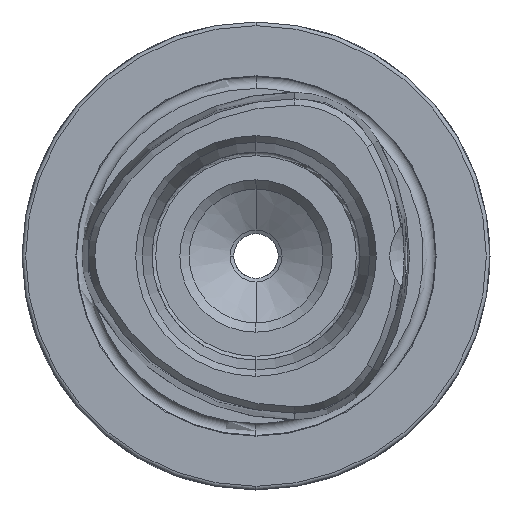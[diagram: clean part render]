
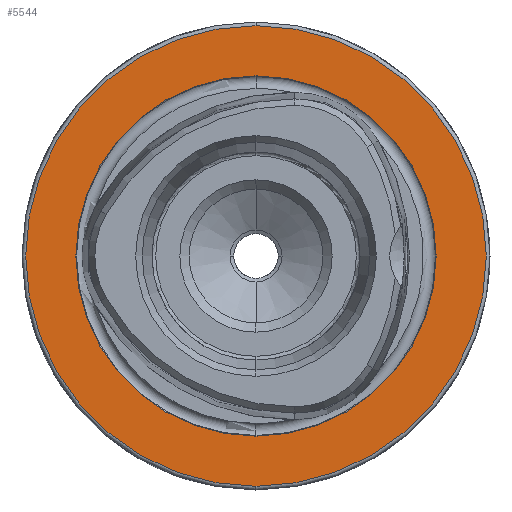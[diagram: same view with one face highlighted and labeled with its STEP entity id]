
A CAD part, left-side view. The second image highlights one B-rep face of the part: STEP entity #5544.
In plain terms, the highlighted planar face has unit normal (-1, 0, 0).
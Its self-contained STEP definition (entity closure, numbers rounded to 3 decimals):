
#384 = AXIS2_PLACEMENT_3D ( 'NONE', #2889, #6663, #4466 ) ;
#512 = ORIENTED_EDGE ( 'NONE', *, *, #3367, .T. ) ;
#637 = DIRECTION ( 'NONE',  ( 0., 0., 1. ) ) ;
#800 = EDGE_LOOP ( 'NONE', ( #5515, #2343 ) ) ;
#813 = AXIS2_PLACEMENT_3D ( 'NONE', #3840, #2195, #4395 ) ;
#1516 = VERTEX_POINT ( 'NONE', #4872 ) ;
#1690 = DIRECTION ( 'NONE',  ( 0., 0., 1. ) ) ;
#1860 = EDGE_LOOP ( 'NONE', ( #6531, #512 ) ) ;
#2195 = DIRECTION ( 'NONE',  ( -1., 0., 0. ) ) ;
#2288 = CARTESIAN_POINT ( 'NONE',  ( 0., 0., -31. ) ) ;
#2297 = DIRECTION ( 'NONE',  ( 1., 0., 0. ) ) ;
#2343 = ORIENTED_EDGE ( 'NONE', *, *, #6516, .F. ) ;
#2662 = VERTEX_POINT ( 'NONE', #3327 ) ;
#2889 = CARTESIAN_POINT ( 'NONE',  ( 0., 0., 0. ) ) ;
#2941 = CIRCLE ( 'NONE', #384, 24.25 ) ;
#3085 = VERTEX_POINT ( 'NONE', #2288 ) ;
#3327 = CARTESIAN_POINT ( 'NONE',  ( 0., 0., 24.25 ) ) ;
#3367 = EDGE_CURVE ( 'NONE', #3085, #6799, #3642, .T. ) ;
#3462 = AXIS2_PLACEMENT_3D ( 'NONE', #5325, #4747, #1690 ) ;
#3470 = AXIS2_PLACEMENT_3D ( 'NONE', #6572, #2297, #5494 ) ;
#3480 = FACE_OUTER_BOUND ( 'NONE', #1860, .T. ) ;
#3642 = CIRCLE ( 'NONE', #3462, 31. ) ;
#3840 = CARTESIAN_POINT ( 'NONE',  ( 0., 0., 0. ) ) ;
#4395 = DIRECTION ( 'NONE',  ( 0., 0., 1. ) ) ;
#4426 = DIRECTION ( 'NONE',  ( -1., 0., 0. ) ) ;
#4466 = DIRECTION ( 'NONE',  ( 0., 0., 1. ) ) ;
#4576 = EDGE_CURVE ( 'NONE', #2662, #1516, #2941, .T. ) ;
#4747 = DIRECTION ( 'NONE',  ( -1., 0., 0. ) ) ;
#4872 = CARTESIAN_POINT ( 'NONE',  ( 0., 0., -24.25 ) ) ;
#4964 = PLANE ( 'NONE',  #3470 ) ;
#5012 = CARTESIAN_POINT ( 'NONE',  ( 0., 0., 0. ) ) ;
#5284 = CIRCLE ( 'NONE', #6004, 31. ) ;
#5325 = CARTESIAN_POINT ( 'NONE',  ( 0., 0., 0. ) ) ;
#5494 = DIRECTION ( 'NONE',  ( 0., 0., -1. ) ) ;
#5515 = ORIENTED_EDGE ( 'NONE', *, *, #4576, .F. ) ;
#5544 = ADVANCED_FACE ( 'NONE', ( #6838, #3480 ), #4964, .F. ) ;
#5966 = CIRCLE ( 'NONE', #813, 24.25 ) ;
#6004 = AXIS2_PLACEMENT_3D ( 'NONE', #5012, #4426, #637 ) ;
#6167 = EDGE_CURVE ( 'NONE', #6799, #3085, #5284, .T. ) ;
#6516 = EDGE_CURVE ( 'NONE', #1516, #2662, #5966, .T. ) ;
#6531 = ORIENTED_EDGE ( 'NONE', *, *, #6167, .T. ) ;
#6572 = CARTESIAN_POINT ( 'NONE',  ( 0., 24.25, 0. ) ) ;
#6663 = DIRECTION ( 'NONE',  ( -1., 0., 0. ) ) ;
#6799 = VERTEX_POINT ( 'NONE', #6991 ) ;
#6838 = FACE_BOUND ( 'NONE', #800, .T. ) ;
#6991 = CARTESIAN_POINT ( 'NONE',  ( 0., 0., 31. ) ) ;
